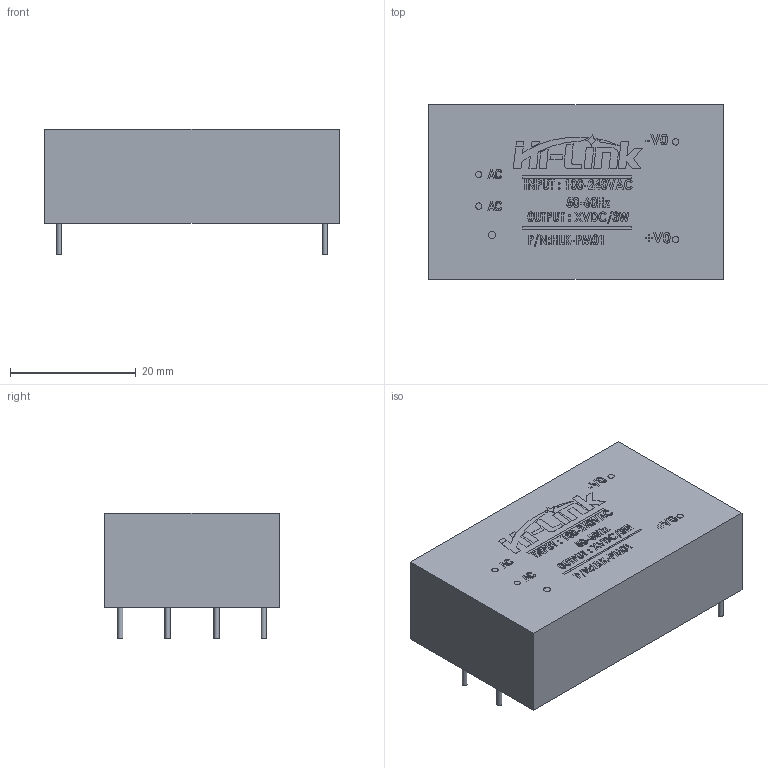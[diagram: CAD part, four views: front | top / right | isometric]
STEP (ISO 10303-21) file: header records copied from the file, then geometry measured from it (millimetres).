
FILE_DESCRIPTION(/* description */ (''),/* implementation_level */ '2;1');
FILE_NAME(/* name */ 'HLK-10M05.step',/* time_stamp */ '2021-05-29T13:28:09-05:00',/* author */ (''),/* organization */ (''),/* preprocessor_version */ 'ST-DEVELOPER v18.1',/* originating_system */ 'Autodesk Translation Framework v10.6.0.1341',/* authorisation */ '');
FILE_SCHEMA (('AUTOMOTIVE_DESIGN { 1 0 10303 214 3 1 1 }'));
Length unit declared in the file: millimetre
Products named in the file (1): HLK-10M05
Bounding box: 46.9 x 27.8 x 20.01 mm (x, y, z)
Volume: 19551.1 mm3; surface area: 4908.5 mm2
Topology: 1 solids, 1 shells, 782 faces, 2018 edges, 1340 vertices
Faces by surface type: plane 517, bspline 241, cylinder 24
Full cylindrical faces by diameter (mm): 0.8 x5, 1 x4, 1.142 x1
Entity records: 36942 total; most frequent: CARTESIAN_POINT 18572, ORIENTED_EDGE 4028, DIRECTION 2696, EDGE_CURVE 2014, LINE 1488, VECTOR 1488, VERTEX_POINT 1340, EDGE_LOOP 888
